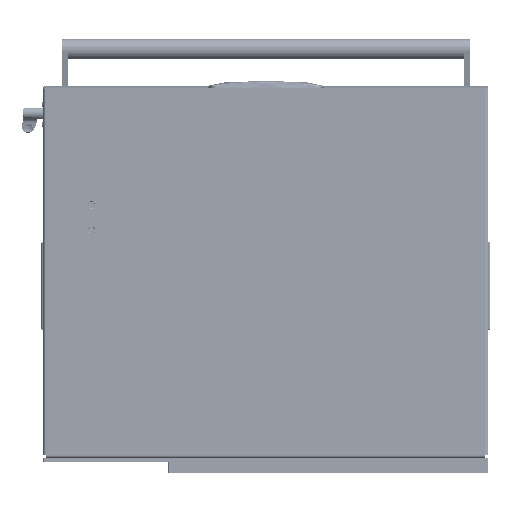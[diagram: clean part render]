
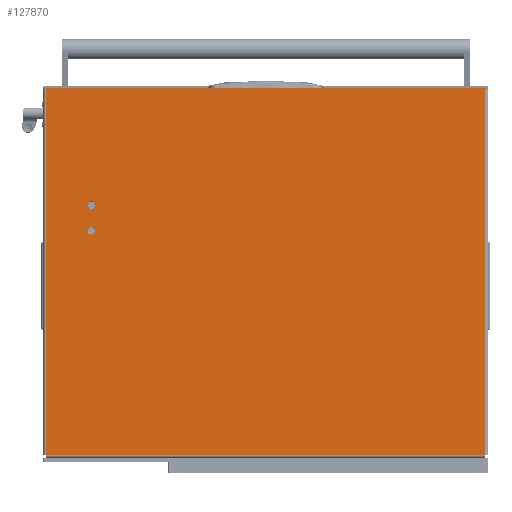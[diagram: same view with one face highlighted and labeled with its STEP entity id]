
A CAD part, front view. The second image highlights one B-rep face of the part: STEP entity #127870.
In plain terms, the highlighted face is planar.
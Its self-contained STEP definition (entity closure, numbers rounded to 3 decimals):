
#306 = ORIENTED_EDGE ( 'NONE', *, *, #125894, .F. ) ;
#3078 = DIRECTION ( 'NONE',  ( 0., 0., -1. ) ) ;
#4291 = ORIENTED_EDGE ( 'NONE', *, *, #52954, .T. ) ;
#4396 = VERTEX_POINT ( 'NONE', #77301 ) ;
#4720 = LINE ( 'NONE', #46907, #68676 ) ;
#5061 = CIRCLE ( 'NONE', #72433, 5.2 ) ;
#6710 = DIRECTION ( 'NONE',  ( 0., -1., 0. ) ) ;
#8418 = LINE ( 'NONE', #10428, #44787 ) ;
#8505 = CARTESIAN_POINT ( 'NONE',  ( 0., 608., 0. ) ) ;
#10428 = CARTESIAN_POINT ( 'NONE',  ( 0., 0., 0. ) ) ;
#10545 = EDGE_CURVE ( 'NONE', #93768, #129322, #39601, .T. ) ;
#12650 = CARTESIAN_POINT ( 'NONE',  ( 0., 608., 0. ) ) ;
#13868 = AXIS2_PLACEMENT_3D ( 'NONE', #12650, #54188, #45338 ) ;
#13987 = PLANE ( 'NONE',  #13868 ) ;
#15584 = DIRECTION ( 'NONE',  ( -1., 0., 0. ) ) ;
#15617 = DIRECTION ( 'NONE',  ( -1., 0., 0. ) ) ;
#17018 = VERTEX_POINT ( 'NONE', #21291 ) ;
#21291 = CARTESIAN_POINT ( 'NONE',  ( 189.8, 545., 0. ) ) ;
#22404 = EDGE_LOOP ( 'NONE', ( #306, #36482 ) ) ;
#25221 = EDGE_CURVE ( 'NONE', #4396, #77589, #27701, .T. ) ;
#27701 = CIRCLE ( 'NONE', #36470, 5.2 ) ;
#28319 = EDGE_CURVE ( 'NONE', #33757, #53583, #4720, .T. ) ;
#28685 = CARTESIAN_POINT ( 'NONE',  ( 0., -2., 0. ) ) ;
#28747 = CIRCLE ( 'NONE', #70088, 5.2 ) ;
#31376 = ORIENTED_EDGE ( 'NONE', *, *, #33619, .F. ) ;
#32372 = EDGE_LOOP ( 'NONE', ( #124289, #62548 ) ) ;
#32612 = LINE ( 'NONE', #53061, #120475 ) ;
#33619 = EDGE_CURVE ( 'NONE', #33757, #95936, #130773, .T. ) ;
#33757 = VERTEX_POINT ( 'NONE', #114410 ) ;
#36470 = AXIS2_PLACEMENT_3D ( 'NONE', #102760, #102090, #93216 ) ;
#36482 = ORIENTED_EDGE ( 'NONE', *, *, #124527, .F. ) ;
#37338 = CARTESIAN_POINT ( 'NONE',  ( 506., 0., 0. ) ) ;
#38586 = VECTOR ( 'NONE', #128276, 1000. ) ;
#39601 = LINE ( 'NONE', #28685, #52272 ) ;
#44311 = VECTOR ( 'NONE', #127293, 1000. ) ;
#44787 = VECTOR ( 'NONE', #101095, 1000. ) ;
#44844 = EDGE_CURVE ( 'NONE', #134376, #53583, #8418, .T. ) ;
#45237 = CARTESIAN_POINT ( 'NONE',  ( 0., 610., 0. ) ) ;
#45319 = CARTESIAN_POINT ( 'NONE',  ( -2., -2., 0. ) ) ;
#45338 = DIRECTION ( 'NONE',  ( -1., 0., 0. ) ) ;
#46002 = FACE_OUTER_BOUND ( 'NONE', #69897, .T. ) ;
#46907 = CARTESIAN_POINT ( 'NONE',  ( 506., 608., 0. ) ) ;
#52272 = VECTOR ( 'NONE', #103633, 1000. ) ;
#52954 = EDGE_CURVE ( 'NONE', #112057, #95230, #107233, .T. ) ;
#53061 = CARTESIAN_POINT ( 'NONE',  ( 0., -4., 0. ) ) ;
#53583 = VERTEX_POINT ( 'NONE', #37338 ) ;
#54188 = DIRECTION ( 'NONE',  ( 0., 0., -1. ) ) ;
#55726 = EDGE_CURVE ( 'NONE', #77589, #4396, #88878, .T. ) ;
#55733 = CARTESIAN_POINT ( 'NONE',  ( 0., 610., 0. ) ) ;
#56893 = FACE_BOUND ( 'NONE', #22404, .T. ) ;
#56933 = ORIENTED_EDGE ( 'NONE', *, *, #123025, .F. ) ;
#59285 = DIRECTION ( 'NONE',  ( -1., 0., 0. ) ) ;
#60582 = DIRECTION ( 'NONE',  ( 0., 0., -1. ) ) ;
#62548 = ORIENTED_EDGE ( 'NONE', *, *, #55726, .F. ) ;
#64383 = FACE_BOUND ( 'NONE', #32372, .T. ) ;
#67487 = CARTESIAN_POINT ( 'NONE',  ( 0., 608., 0. ) ) ;
#68676 = VECTOR ( 'NONE', #6710, 1000. ) ;
#69897 = EDGE_LOOP ( 'NONE', ( #56933, #98802, #72297, #4291, #111797, #31376, #90032, #124044 ) ) ;
#70088 = AXIS2_PLACEMENT_3D ( 'NONE', #123186, #60582, #15584 ) ;
#72297 = ORIENTED_EDGE ( 'NONE', *, *, #108422, .T. ) ;
#72433 = AXIS2_PLACEMENT_3D ( 'NONE', #123988, #113813, #15617 ) ;
#77301 = CARTESIAN_POINT ( 'NONE',  ( 154.8, 545., 0. ) ) ;
#77589 = VERTEX_POINT ( 'NONE', #91201 ) ;
#84882 = VECTOR ( 'NONE', #112334, 1000. ) ;
#85754 = DIRECTION ( 'NONE',  ( 0., 1., 0. ) ) ;
#88878 = CIRCLE ( 'NONE', #99803, 5.2 ) ;
#90032 = ORIENTED_EDGE ( 'NONE', *, *, #28319, .T. ) ;
#91201 = CARTESIAN_POINT ( 'NONE',  ( 165.2, 545., 0. ) ) ;
#93216 = DIRECTION ( 'NONE',  ( -1., 0., 0. ) ) ;
#93768 = VERTEX_POINT ( 'NONE', #120527 ) ;
#95230 = VERTEX_POINT ( 'NONE', #55733 ) ;
#95401 = CARTESIAN_POINT ( 'NONE',  ( -2., -4., 0. ) ) ;
#95936 = VERTEX_POINT ( 'NONE', #8505 ) ;
#98802 = ORIENTED_EDGE ( 'NONE', *, *, #10545, .T. ) ;
#99803 = AXIS2_PLACEMENT_3D ( 'NONE', #127630, #3078, #107280 ) ;
#100686 = CARTESIAN_POINT ( 'NONE',  ( 0., 0., 0. ) ) ;
#101095 = DIRECTION ( 'NONE',  ( 1., 0., 0. ) ) ;
#101277 = CARTESIAN_POINT ( 'NONE',  ( -2., 610., 0. ) ) ;
#102090 = DIRECTION ( 'NONE',  ( 0., 0., -1. ) ) ;
#102760 = CARTESIAN_POINT ( 'NONE',  ( 160., 545., 0. ) ) ;
#103633 = DIRECTION ( 'NONE',  ( -1., 0., 0. ) ) ;
#104283 = LINE ( 'NONE', #95401, #44311 ) ;
#105673 = VERTEX_POINT ( 'NONE', #120408 ) ;
#107233 = LINE ( 'NONE', #45237, #38586 ) ;
#107280 = DIRECTION ( 'NONE',  ( -1., 0., 0. ) ) ;
#108422 = EDGE_CURVE ( 'NONE', #129322, #112057, #104283, .T. ) ;
#111797 = ORIENTED_EDGE ( 'NONE', *, *, #134078, .F. ) ;
#112057 = VERTEX_POINT ( 'NONE', #101277 ) ;
#112334 = DIRECTION ( 'NONE',  ( 0., 1., 0. ) ) ;
#113678 = CARTESIAN_POINT ( 'NONE',  ( 0., -4., 0. ) ) ;
#113813 = DIRECTION ( 'NONE',  ( 0., 0., -1. ) ) ;
#114330 = LINE ( 'NONE', #113678, #84882 ) ;
#114410 = CARTESIAN_POINT ( 'NONE',  ( 506., 608., 0. ) ) ;
#116812 = VECTOR ( 'NONE', #59285, 1000. ) ;
#120408 = CARTESIAN_POINT ( 'NONE',  ( 200.2, 545., 0. ) ) ;
#120475 = VECTOR ( 'NONE', #85754, 1000. ) ;
#120527 = CARTESIAN_POINT ( 'NONE',  ( 0., -2., 0. ) ) ;
#123025 = EDGE_CURVE ( 'NONE', #93768, #134376, #114330, .T. ) ;
#123186 = CARTESIAN_POINT ( 'NONE',  ( 195., 545., 0. ) ) ;
#123988 = CARTESIAN_POINT ( 'NONE',  ( 195., 545., 0. ) ) ;
#124044 = ORIENTED_EDGE ( 'NONE', *, *, #44844, .F. ) ;
#124289 = ORIENTED_EDGE ( 'NONE', *, *, #25221, .F. ) ;
#124527 = EDGE_CURVE ( 'NONE', #105673, #17018, #28747, .T. ) ;
#125894 = EDGE_CURVE ( 'NONE', #17018, #105673, #5061, .T. ) ;
#127293 = DIRECTION ( 'NONE',  ( 0., 1., 0. ) ) ;
#127630 = CARTESIAN_POINT ( 'NONE',  ( 160., 545., 0. ) ) ;
#127870 = ADVANCED_FACE ( 'NONE', ( #64383, #56893, #46002 ), #13987, .T. ) ;
#128276 = DIRECTION ( 'NONE',  ( 1., 0., 0. ) ) ;
#129322 = VERTEX_POINT ( 'NONE', #45319 ) ;
#130773 = LINE ( 'NONE', #67487, #116812 ) ;
#134078 = EDGE_CURVE ( 'NONE', #95936, #95230, #32612, .T. ) ;
#134376 = VERTEX_POINT ( 'NONE', #100686 ) ;
